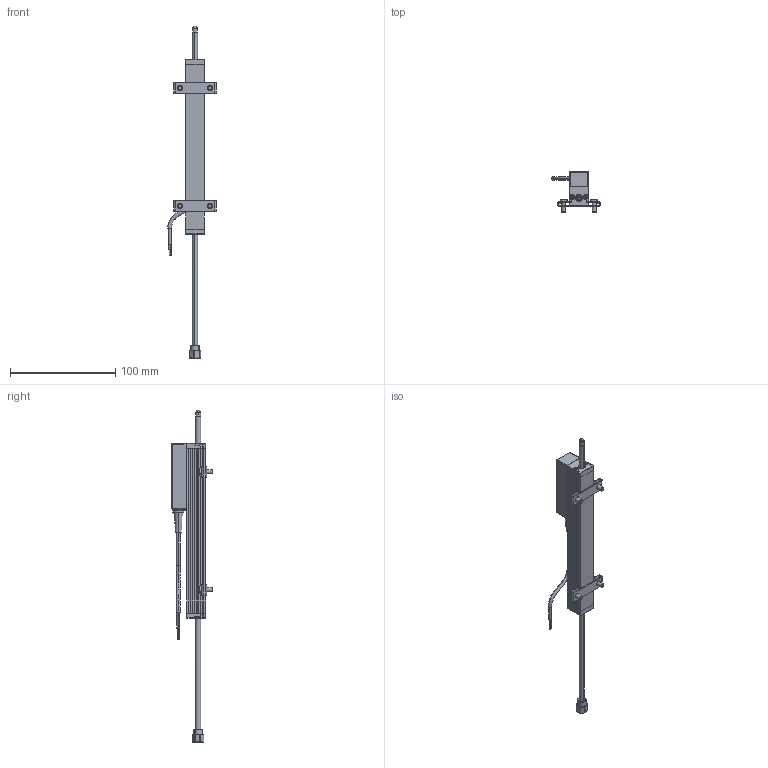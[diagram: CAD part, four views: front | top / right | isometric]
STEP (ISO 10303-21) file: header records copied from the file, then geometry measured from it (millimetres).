
FILE_DESCRIPTION (( 'STEP AP214' ), '1' );
FILE_NAME ('LS1-0100-002-cable-retract.STEP', '2012-06-15T12:20:49', ( 'dummy' ), ( '' ), 'SwSTEP 2.0', 'SolidWorks 2011', '' );
FILE_SCHEMA (( 'AUTOMOTIVE_DESIGN' ));
Length unit declared in the file: millimetre
Products named in the file (1): LS1-0100-002-cable-retract
Bounding box: 45.86 x 38.78 x 315.2 mm (x, y, z)
Surface area: 29080 mm2 (no closed solid volume)
Topology: 0 solids, 58 shells, 508 faces, 2206 edges, 1720 vertices
Faces by surface type: plane 255, cylinder 177, cone 50, torus 11, sphere 9, bspline 6
Entity records: 31114 total; most frequent: CARTESIAN_POINT 8394, DIRECTION 3439, ORIENTED_EDGE 2994, EDGE_CURVE 2203, VERTEX_POINT 1720, VECTOR 1197, LINE 1197, AXIS2_PLACEMENT_3D 1121
